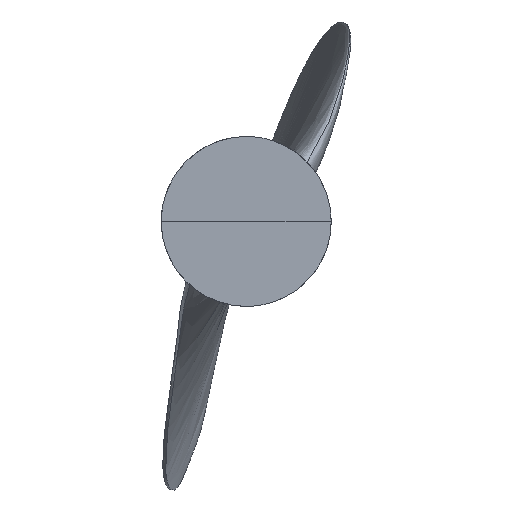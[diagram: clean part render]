
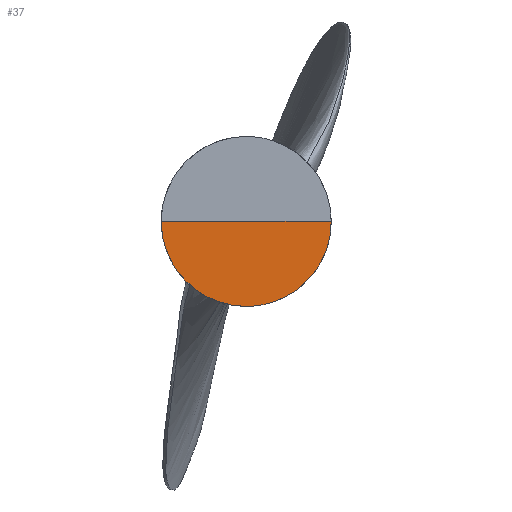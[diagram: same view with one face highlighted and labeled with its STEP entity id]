
A CAD part, front view. The second image highlights one B-rep face of the part: STEP entity #37.
In plain terms, the highlighted free-form (B-spline) face has degree [1, 1] with [2, 2] control points.
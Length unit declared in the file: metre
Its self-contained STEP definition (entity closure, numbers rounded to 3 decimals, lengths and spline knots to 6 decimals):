
#37=ADVANCED_FACE('',(#51),#255,.T.);
#51=FACE_OUTER_BOUND('',#66,.T.);
#66=EDGE_LOOP('',(#134,#135,#136));
#134=ORIENTED_EDGE('',*,*,#164,.F.);
#135=ORIENTED_EDGE('',*,*,#168,.F.);
#136=ORIENTED_EDGE('',*,*,#167,.F.);
#164=EDGE_CURVE('',#235,#236,#213,.T.);
#167=EDGE_CURVE('',#236,#241,#180,.T.);
#168=EDGE_CURVE('',#241,#235,#181,.T.);
#180=(
BOUNDED_CURVE()
B_SPLINE_CURVE(2,(#16141,#16142,#16143),.UNSPECIFIED.,.F.,.F.)
B_SPLINE_CURVE_WITH_KNOTS((3,3),(0.,706.858347),.UNSPECIFIED.)
CURVE()
GEOMETRIC_REPRESENTATION_ITEM()
RATIONAL_B_SPLINE_CURVE((1.,0.707,1.))
REPRESENTATION_ITEM('')
);
#181=(
BOUNDED_CURVE()
B_SPLINE_CURVE(2,(#16144,#16145,#16146),.UNSPECIFIED.,.F.,.F.)
B_SPLINE_CURVE_WITH_KNOTS((3,3),(706.858347,1413.716694),
 .UNSPECIFIED.)
CURVE()
GEOMETRIC_REPRESENTATION_ITEM()
RATIONAL_B_SPLINE_CURVE((1.,0.707,1.))
REPRESENTATION_ITEM('')
);
#213=B_SPLINE_CURVE_WITH_KNOTS('',1,(#16134,#16135),.UNSPECIFIED.,.F.,.F.,
(2,2),(0.,900.),.UNSPECIFIED.);
#235=VERTEX_POINT('',#14295);
#236=VERTEX_POINT('',#14296);
#241=VERTEX_POINT('',#14301);
#255=B_SPLINE_SURFACE_WITH_KNOTS('',1,1,((#14167,#14168),(#14169,#14170)),
 .UNSPECIFIED.,.F.,.F.,.F.,(2,2),(2,2),(-45.12,495.12),(-765.12,315.12),
 .UNSPECIFIED.);
#14167=CARTESIAN_POINT('',(-0.54012,0.68778,0.04512));
#14168=CARTESIAN_POINT('',(0.54012,0.68778,0.04512));
#14169=CARTESIAN_POINT('',(-0.54012,0.68778,-0.49512));
#14170=CARTESIAN_POINT('',(0.54012,0.68778,-0.49512));
#14295=CARTESIAN_POINT('',(-0.45,0.68778,0.));
#14296=CARTESIAN_POINT('',(0.45,0.68778,0.));
#14301=CARTESIAN_POINT('',(0.,0.68778,-0.45));
#16134=CARTESIAN_POINT('',(-0.45,0.68778,0.));
#16135=CARTESIAN_POINT('',(0.45,0.68778,0.));
#16141=CARTESIAN_POINT('',(0.45,0.68778,0.));
#16142=CARTESIAN_POINT('',(0.45,0.68778,-0.45));
#16143=CARTESIAN_POINT('',(0.,0.68778,-0.45));
#16144=CARTESIAN_POINT('',(0.,0.68778,-0.45));
#16145=CARTESIAN_POINT('',(-0.45,0.68778,-0.45));
#16146=CARTESIAN_POINT('',(-0.45,0.68778,0.));
